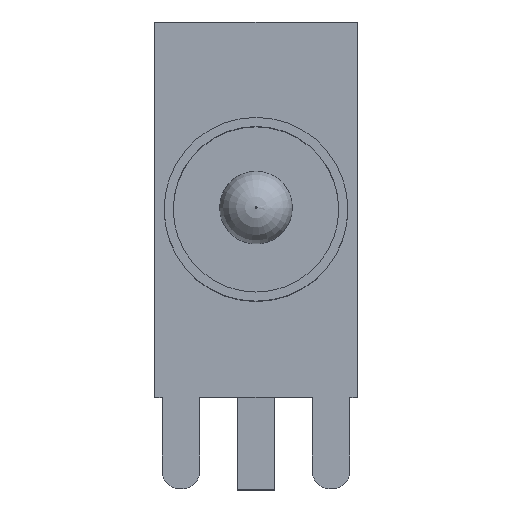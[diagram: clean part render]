
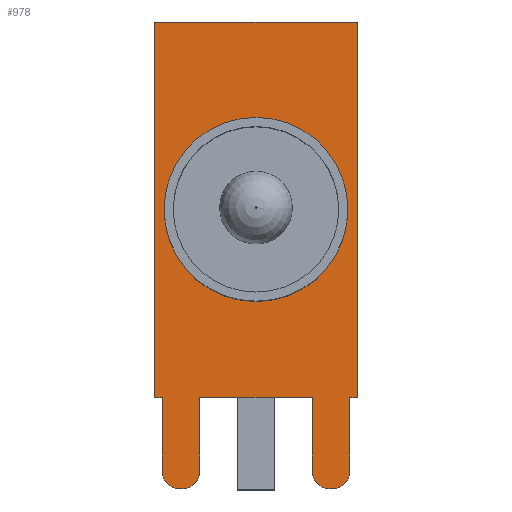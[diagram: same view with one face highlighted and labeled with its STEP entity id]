
A CAD part, top view. The second image highlights one B-rep face of the part: STEP entity #978.
In plain terms, the highlighted planar face has unit normal (0, 0, 1).
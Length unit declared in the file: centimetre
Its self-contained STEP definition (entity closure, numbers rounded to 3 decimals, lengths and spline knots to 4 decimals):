
#110=VECTOR('',#1124,1.);
#115=VECTOR('',#1136,1.);
#119=VECTOR('',#1147,1.);
#122=VECTOR('',#1151,1.);
#126=VECTOR('',#1160,1.);
#129=VECTOR('',#1168,1.);
#131=VECTOR('',#1170,1.);
#132=VECTOR('',#1171,1.);
#133=VECTOR('',#1172,1.);
#134=VECTOR('',#1173,1.);
#135=VECTOR('',#1174,1.);
#136=VECTOR('',#1175,1.);
#209=LINE('',#1346,#110);
#214=LINE('',#1361,#115);
#218=LINE('',#1373,#119);
#221=LINE('',#1379,#122);
#225=LINE('',#1389,#126);
#228=LINE('',#1397,#129);
#230=LINE('',#1400,#131);
#231=LINE('',#1403,#132);
#232=LINE('',#1405,#133);
#233=LINE('',#1406,#134);
#234=LINE('',#1407,#135);
#235=LINE('',#1409,#136);
#305=PLANE('',#1026);
#345=VERTEX_POINT('',#1324);
#354=VERTEX_POINT('',#1347);
#355=VERTEX_POINT('',#1348);
#358=VERTEX_POINT('',#1356);
#360=VERTEX_POINT('',#1362);
#362=VERTEX_POINT('',#1368);
#364=VERTEX_POINT('',#1374);
#366=VERTEX_POINT('',#1380);
#367=VERTEX_POINT('',#1381);
#368=VERTEX_POINT('',#1386);
#369=VERTEX_POINT('',#1390);
#370=VERTEX_POINT('',#1394);
#371=VERTEX_POINT('',#1398);
#372=VERTEX_POINT('',#1401);
#373=VERTEX_POINT('',#1402);
#374=VERTEX_POINT('',#1404);
#375=VERTEX_POINT('',#1408);
#432=CIRCLE('',#1021,0.311);
#437=CIRCLE('',#1032,0.06);
#439=CIRCLE('',#1036,0.06);
#441=CIRCLE('',#1041,0.06);
#442=CIRCLE('',#1044,0.06);
#459=EDGE_CURVE('',#345,#345,#432,.T.);
#468=EDGE_CURVE('',#354,#355,#209,.T.);
#472=EDGE_CURVE('',#355,#358,#437,.T.);
#475=EDGE_CURVE('',#358,#360,#214,.T.);
#478=EDGE_CURVE('',#360,#362,#439,.T.);
#481=EDGE_CURVE('',#362,#364,#218,.T.);
#484=EDGE_CURVE('',#366,#367,#221,.T.);
#487=EDGE_CURVE('',#367,#368,#441,.T.);
#489=EDGE_CURVE('',#368,#369,#225,.T.);
#491=EDGE_CURVE('',#369,#370,#442,.T.);
#493=EDGE_CURVE('',#370,#371,#228,.T.);
#495=EDGE_CURVE('',#372,#373,#230,.T.);
#496=EDGE_CURVE('',#374,#372,#231,.T.);
#497=EDGE_CURVE('',#371,#374,#232,.T.);
#498=EDGE_CURVE('',#364,#366,#233,.T.);
#499=EDGE_CURVE('',#375,#354,#234,.T.);
#500=EDGE_CURVE('',#373,#375,#235,.T.);
#638=ORIENTED_EDGE('',*,*,#459,.T.);
#639=ORIENTED_EDGE('',*,*,#495,.F.);
#640=ORIENTED_EDGE('',*,*,#496,.F.);
#641=ORIENTED_EDGE('',*,*,#497,.F.);
#642=ORIENTED_EDGE('',*,*,#493,.F.);
#643=ORIENTED_EDGE('',*,*,#491,.F.);
#644=ORIENTED_EDGE('',*,*,#489,.F.);
#645=ORIENTED_EDGE('',*,*,#487,.F.);
#646=ORIENTED_EDGE('',*,*,#484,.F.);
#647=ORIENTED_EDGE('',*,*,#498,.F.);
#648=ORIENTED_EDGE('',*,*,#481,.F.);
#649=ORIENTED_EDGE('',*,*,#478,.F.);
#650=ORIENTED_EDGE('',*,*,#475,.F.);
#651=ORIENTED_EDGE('',*,*,#472,.F.);
#652=ORIENTED_EDGE('',*,*,#468,.F.);
#653=ORIENTED_EDGE('',*,*,#499,.F.);
#654=ORIENTED_EDGE('',*,*,#500,.F.);
#857=EDGE_LOOP('',(#638));
#858=EDGE_LOOP('',(#639,#640,#641,#642,#643,#644,#645,#646,#647,#648,#649,
#650,#651,#652,#653,#654));
#919=FACE_BOUND('',#857,.T.);
#920=FACE_BOUND('',#858,.T.);
#978=ADVANCED_FACE('',(#919,#920),#305,.T.);
#1021=AXIS2_PLACEMENT_3D('',#1323,#1104,#1105);
#1026=AXIS2_PLACEMENT_3D('',#1331,#1113,$);
#1032=AXIS2_PLACEMENT_3D('',#1355,#1130,#1131);
#1036=AXIS2_PLACEMENT_3D('',#1367,#1141,#1142);
#1041=AXIS2_PLACEMENT_3D('',#1385,#1156,#1157);
#1044=AXIS2_PLACEMENT_3D('',#1393,#1164,#1165);
#1104=DIRECTION('',(0.,0.,-1.));
#1105=DIRECTION('',(0.311,0.,0.));
#1113=DIRECTION('',(0.,0.,1.));
#1124=DIRECTION('',(0.,-1.,0.));
#1130=DIRECTION('',(0.,0.,-1.));
#1131=DIRECTION('',(0.06,0.,0.));
#1136=DIRECTION('',(-1.,0.,0.));
#1141=DIRECTION('',(0.,0.,-1.));
#1142=DIRECTION('',(0.06,0.,0.));
#1147=DIRECTION('',(0.,1.,0.));
#1151=DIRECTION('',(0.,-1.,0.));
#1156=DIRECTION('',(0.,0.,-1.));
#1157=DIRECTION('',(0.06,0.,0.));
#1160=DIRECTION('',(-1.,0.,0.));
#1164=DIRECTION('',(0.,0.,-1.));
#1165=DIRECTION('',(0.06,0.,0.));
#1168=DIRECTION('',(0.,1.,0.));
#1170=DIRECTION('',(1.,0.,0.));
#1171=DIRECTION('',(0.,1.,0.));
#1172=DIRECTION('',(-1.,0.,0.));
#1173=DIRECTION('',(-1.,0.,0.));
#1174=DIRECTION('',(-1.,0.,0.));
#1175=DIRECTION('',(0.,-1.,0.));
#1323=CARTESIAN_POINT('',(0.,0.945,0.972));
#1324=CARTESIAN_POINT('',(0.311,0.945,0.972));
#1331=CARTESIAN_POINT('',(0.,0.7549,0.972));
#1346=CARTESIAN_POINT('',(0.3175,0.06,0.972));
#1347=CARTESIAN_POINT('',(0.3175,0.31,0.972));
#1348=CARTESIAN_POINT('',(0.3175,0.06,0.972));
#1355=CARTESIAN_POINT('',(0.2575,0.06,0.972));
#1356=CARTESIAN_POINT('',(0.2575,0.,0.972));
#1361=CARTESIAN_POINT('',(0.2505,0.,0.972));
#1362=CARTESIAN_POINT('',(0.2505,0.,0.972));
#1367=CARTESIAN_POINT('',(0.2505,0.06,0.972));
#1368=CARTESIAN_POINT('',(0.1905,0.06,0.972));
#1373=CARTESIAN_POINT('',(0.1905,0.31,0.972));
#1374=CARTESIAN_POINT('',(0.1905,0.31,0.972));
#1379=CARTESIAN_POINT('',(-0.1905,0.06,0.972));
#1380=CARTESIAN_POINT('',(-0.1905,0.31,0.972));
#1381=CARTESIAN_POINT('',(-0.1905,0.06,0.972));
#1385=CARTESIAN_POINT('',(-0.2505,0.06,0.972));
#1386=CARTESIAN_POINT('',(-0.2505,0.,0.972));
#1389=CARTESIAN_POINT('',(-0.2575,0.,0.972));
#1390=CARTESIAN_POINT('',(-0.2575,0.,0.972));
#1393=CARTESIAN_POINT('',(-0.2575,0.06,0.972));
#1394=CARTESIAN_POINT('',(-0.3175,0.06,0.972));
#1397=CARTESIAN_POINT('',(-0.3175,0.31,0.972));
#1398=CARTESIAN_POINT('',(-0.3175,0.31,0.972));
#1400=CARTESIAN_POINT('',(0.343,1.58,0.972));
#1401=CARTESIAN_POINT('',(-0.343,1.58,0.972));
#1402=CARTESIAN_POINT('',(0.343,1.58,0.972));
#1403=CARTESIAN_POINT('',(-0.343,1.58,0.972));
#1404=CARTESIAN_POINT('',(-0.343,0.31,0.972));
#1405=CARTESIAN_POINT('',(-0.343,0.31,0.972));
#1406=CARTESIAN_POINT('',(-0.1905,0.31,0.972));
#1407=CARTESIAN_POINT('',(0.3175,0.31,0.972));
#1408=CARTESIAN_POINT('',(0.343,0.31,0.972));
#1409=CARTESIAN_POINT('',(0.343,0.31,0.972));
